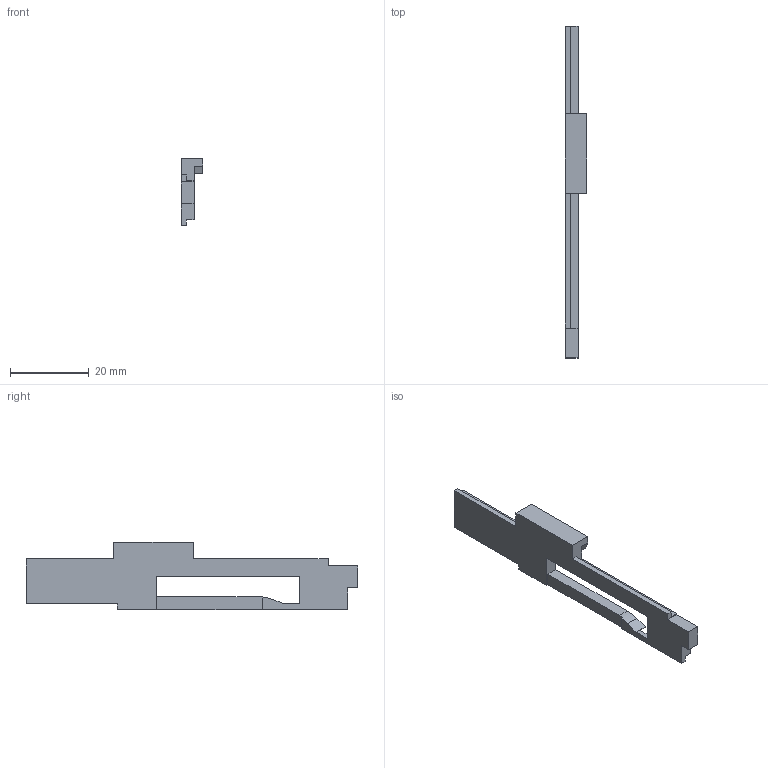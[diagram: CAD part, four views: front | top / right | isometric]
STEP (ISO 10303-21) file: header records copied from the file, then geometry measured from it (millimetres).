
FILE_DESCRIPTION(/* description */ (''),/* implementation_level */ '2;1');
FILE_NAME(/* name */ '20-fire-selector-plate.step',/* time_stamp */ '2022-04-06T21:23:39+01:00',/* author */ (''),/* organization */ (''),/* preprocessor_version */ 'ST-DEVELOPER v18.1',/* originating_system */ 'Autodesk Translation Framework v10.13.0.1454',/* authorisation */ '');
FILE_SCHEMA (('AUTOMOTIVE_DESIGN { 1 0 10303 214 3 1 1 }'));
Length unit declared in the file: millimetre
Products named in the file (1): 3
Bounding box: 5.5 x 84.3 x 17.1 mm (x, y, z)
Volume: 2740.2 mm3; surface area: 2861.3 mm2
Topology: 1 solids, 1 shells, 61 faces, 182 edges, 121 vertices
Faces by surface type: plane 60, cylinder 1
Entity records: 2055 total; most frequent: CARTESIAN_POINT 365, ORIENTED_EDGE 364, DIRECTION 309, EDGE_CURVE 182, LINE 179, VECTOR 179, VERTEX_POINT 121, AXIS2_PLACEMENT_3D 65
